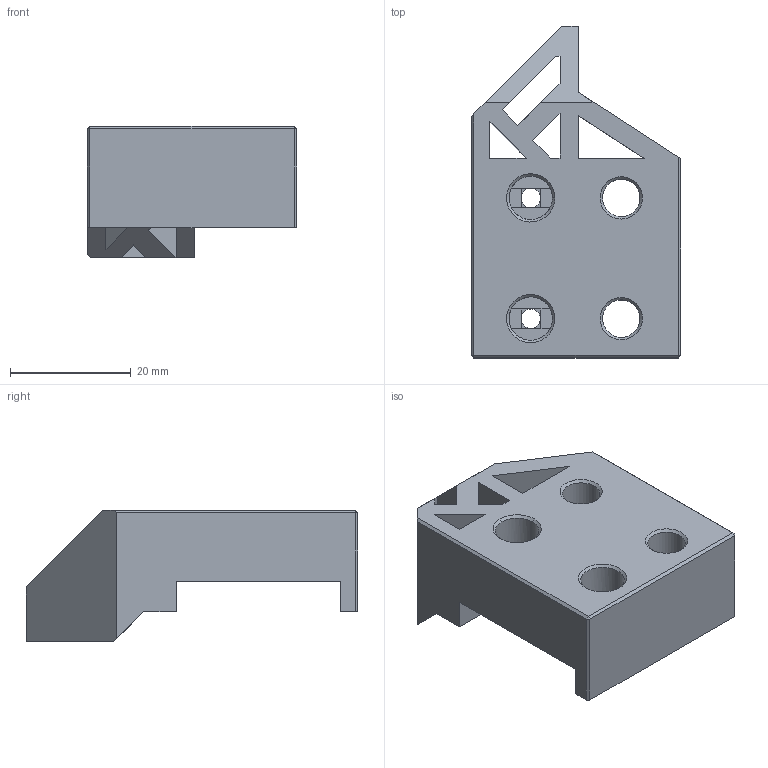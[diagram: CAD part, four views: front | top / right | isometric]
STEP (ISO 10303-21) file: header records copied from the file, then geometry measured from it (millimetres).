
FILE_DESCRIPTION(('FreeCAD Model'),'2;1');
FILE_NAME('12C-block-mount-with-endtop.step','2020-04-13T20:47:36',('Author'),(''), 'Open CASCADE STEP processor 7.3','FreeCAD','Unknown');
FILE_SCHEMA(('AUTOMOTIVE_DESIGN { 1 0 10303 214 1 1 1 1 }'));
Length unit declared in the file: millimetre
Products named in the file (1): Chamfer005013
Bounding box: 34.7 x 55 x 21.8 mm (x, y, z)
Volume: 17683.7 mm3; surface area: 8124 mm2
Topology: 1 solids, 1 shells, 75 faces, 213 edges, 135 vertices
Faces by surface type: plane 64, cylinder 6, cone 4, bspline 1
Full cylindrical faces by diameter (mm): 3.2 x2, 6.2 x2, 7.2 x2
Entity records: 5703 total; most frequent: CARTESIAN_POINT 1004, DIRECTION 732, LINE 493, VECTOR 493, ORIENTED_EDGE 426, PCURVE 426, DEFINITIONAL_REPRESENTATION 426, EDGE_CURVE 213
